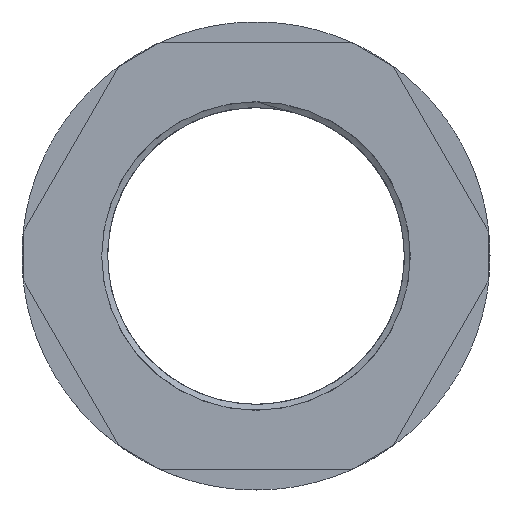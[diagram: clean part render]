
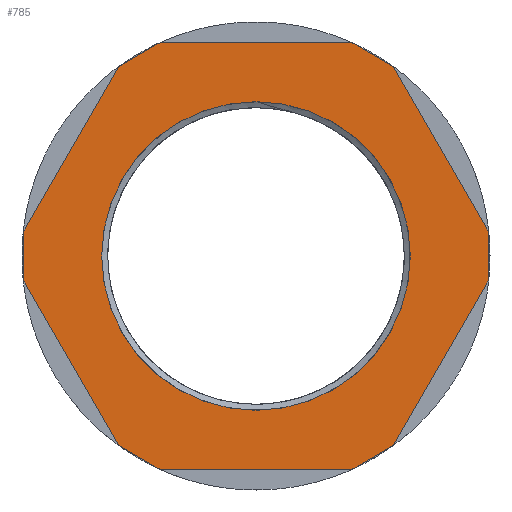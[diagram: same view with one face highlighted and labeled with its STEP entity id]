
A CAD part, left-side view. The second image highlights one B-rep face of the part: STEP entity #785.
In plain terms, the highlighted planar face has unit normal (-1, 0, 0).
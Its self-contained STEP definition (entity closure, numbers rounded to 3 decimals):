
#32=PLANE('',#870);
#40=FACE_BOUND('',#310,.T.);
#51=LINE('',#2283,#107);
#54=LINE('',#2294,#110);
#58=LINE('',#2306,#114);
#62=LINE('',#2318,#118);
#66=LINE('',#2330,#122);
#70=LINE('',#2342,#126);
#74=LINE('',#2354,#130);
#78=LINE('',#2366,#134);
#82=LINE('',#2378,#138);
#86=LINE('',#2390,#142);
#90=LINE('',#2402,#146);
#93=LINE('',#2411,#149);
#107=VECTOR('',#909,10.);
#110=VECTOR('',#920,10.);
#114=VECTOR('',#932,10.);
#118=VECTOR('',#944,10.);
#122=VECTOR('',#956,10.);
#126=VECTOR('',#968,10.);
#130=VECTOR('',#980,10.);
#134=VECTOR('',#992,10.);
#138=VECTOR('',#1004,10.);
#142=VECTOR('',#1016,10.);
#146=VECTOR('',#1028,10.);
#149=VECTOR('',#1039,10.);
#163=CIRCLE('',#807,0.1);
#166=CIRCLE('',#812,0.1);
#167=CIRCLE('',#815,0.1);
#170=CIRCLE('',#820,0.1);
#171=CIRCLE('',#823,0.1);
#174=CIRCLE('',#828,0.1);
#175=CIRCLE('',#831,0.1);
#178=CIRCLE('',#836,0.1);
#179=CIRCLE('',#839,0.1);
#182=CIRCLE('',#844,0.1);
#183=CIRCLE('',#847,0.1);
#186=CIRCLE('',#852,0.1);
#191=CIRCLE('',#865,19.876);
#258=FACE_OUTER_BOUND('',#309,.T.);
#309=EDGE_LOOP('',(#705,#706,#707,#708,#709,#710,#711,#712,#713,#714,#715,
#716,#717,#718,#719,#720,#721,#722,#723,#724,#725,#726,#727,#728));
#310=EDGE_LOOP('',(#729));
#344=VERTEX_POINT('',#2270);
#345=VERTEX_POINT('',#2271);
#349=VERTEX_POINT('',#2281);
#352=VERTEX_POINT('',#2288);
#353=VERTEX_POINT('',#2290);
#354=VERTEX_POINT('',#2297);
#355=VERTEX_POINT('',#2298);
#360=VERTEX_POINT('',#2312);
#361=VERTEX_POINT('',#2314);
#362=VERTEX_POINT('',#2321);
#363=VERTEX_POINT('',#2322);
#368=VERTEX_POINT('',#2336);
#369=VERTEX_POINT('',#2338);
#370=VERTEX_POINT('',#2345);
#371=VERTEX_POINT('',#2346);
#376=VERTEX_POINT('',#2360);
#377=VERTEX_POINT('',#2362);
#378=VERTEX_POINT('',#2369);
#379=VERTEX_POINT('',#2370);
#384=VERTEX_POINT('',#2384);
#385=VERTEX_POINT('',#2386);
#386=VERTEX_POINT('',#2393);
#387=VERTEX_POINT('',#2394);
#391=VERTEX_POINT('',#2407);
#406=VERTEX_POINT('',#4743);
#421=EDGE_CURVE('',#344,#345,#163,.T.);
#427=EDGE_CURVE('',#344,#349,#51,.T.);
#430=EDGE_CURVE('',#352,#353,#166,.T.);
#432=EDGE_CURVE('',#352,#345,#54,.T.);
#434=EDGE_CURVE('',#354,#355,#167,.T.);
#438=EDGE_CURVE('',#354,#353,#58,.T.);
#442=EDGE_CURVE('',#360,#361,#170,.T.);
#444=EDGE_CURVE('',#360,#355,#62,.T.);
#446=EDGE_CURVE('',#362,#363,#171,.T.);
#450=EDGE_CURVE('',#362,#361,#66,.T.);
#454=EDGE_CURVE('',#368,#369,#174,.T.);
#456=EDGE_CURVE('',#368,#363,#70,.T.);
#458=EDGE_CURVE('',#370,#371,#175,.T.);
#462=EDGE_CURVE('',#370,#369,#74,.T.);
#466=EDGE_CURVE('',#376,#377,#178,.T.);
#468=EDGE_CURVE('',#376,#371,#78,.T.);
#470=EDGE_CURVE('',#378,#379,#179,.T.);
#474=EDGE_CURVE('',#378,#377,#82,.T.);
#478=EDGE_CURVE('',#384,#385,#182,.T.);
#480=EDGE_CURVE('',#384,#379,#86,.T.);
#482=EDGE_CURVE('',#386,#387,#183,.T.);
#486=EDGE_CURVE('',#386,#385,#90,.T.);
#490=EDGE_CURVE('',#391,#349,#186,.T.);
#491=EDGE_CURVE('',#391,#387,#93,.T.);
#515=EDGE_CURVE('',#406,#406,#191,.T.);
#705=ORIENTED_EDGE('',*,*,#421,.F.);
#706=ORIENTED_EDGE('',*,*,#427,.T.);
#707=ORIENTED_EDGE('',*,*,#490,.F.);
#708=ORIENTED_EDGE('',*,*,#491,.T.);
#709=ORIENTED_EDGE('',*,*,#482,.F.);
#710=ORIENTED_EDGE('',*,*,#486,.T.);
#711=ORIENTED_EDGE('',*,*,#478,.F.);
#712=ORIENTED_EDGE('',*,*,#480,.T.);
#713=ORIENTED_EDGE('',*,*,#470,.F.);
#714=ORIENTED_EDGE('',*,*,#474,.T.);
#715=ORIENTED_EDGE('',*,*,#466,.F.);
#716=ORIENTED_EDGE('',*,*,#468,.T.);
#717=ORIENTED_EDGE('',*,*,#458,.F.);
#718=ORIENTED_EDGE('',*,*,#462,.T.);
#719=ORIENTED_EDGE('',*,*,#454,.F.);
#720=ORIENTED_EDGE('',*,*,#456,.T.);
#721=ORIENTED_EDGE('',*,*,#446,.F.);
#722=ORIENTED_EDGE('',*,*,#450,.T.);
#723=ORIENTED_EDGE('',*,*,#442,.F.);
#724=ORIENTED_EDGE('',*,*,#444,.T.);
#725=ORIENTED_EDGE('',*,*,#434,.F.);
#726=ORIENTED_EDGE('',*,*,#438,.T.);
#727=ORIENTED_EDGE('',*,*,#430,.F.);
#728=ORIENTED_EDGE('',*,*,#432,.T.);
#729=ORIENTED_EDGE('',*,*,#515,.T.);
#785=ADVANCED_FACE('',(#258,#40),#32,.T.);
#807=AXIS2_PLACEMENT_3D('',#2272,#899,#900);
#812=AXIS2_PLACEMENT_3D('',#2291,#915,#916);
#815=AXIS2_PLACEMENT_3D('',#2299,#924,#925);
#820=AXIS2_PLACEMENT_3D('',#2315,#939,#940);
#823=AXIS2_PLACEMENT_3D('',#2323,#948,#949);
#828=AXIS2_PLACEMENT_3D('',#2339,#963,#964);
#831=AXIS2_PLACEMENT_3D('',#2347,#972,#973);
#836=AXIS2_PLACEMENT_3D('',#2363,#987,#988);
#839=AXIS2_PLACEMENT_3D('',#2371,#996,#997);
#844=AXIS2_PLACEMENT_3D('',#2387,#1011,#1012);
#847=AXIS2_PLACEMENT_3D('',#2395,#1020,#1021);
#852=AXIS2_PLACEMENT_3D('',#2409,#1035,#1036);
#865=AXIS2_PLACEMENT_3D('',#4744,#1070,#1071);
#870=AXIS2_PLACEMENT_3D('',#4750,#1080,#1081);
#899=DIRECTION('center_axis',(1.,0.,0.));
#900=DIRECTION('ref_axis',(0.,-0.259,0.966));
#909=DIRECTION('',(0.,1.,0.));
#915=DIRECTION('center_axis',(1.,0.,0.));
#916=DIRECTION('ref_axis',(0.,-0.707,0.707));
#920=DIRECTION('',(0.,0.866,0.5));
#924=DIRECTION('center_axis',(1.,0.,0.));
#925=DIRECTION('ref_axis',(0.,-0.966,0.259));
#932=DIRECTION('',(0.,0.5,0.866));
#939=DIRECTION('center_axis',(1.,0.,0.));
#940=DIRECTION('ref_axis',(0.,-0.966,-0.259));
#944=DIRECTION('',(0.,0.,1.));
#948=DIRECTION('center_axis',(1.,0.,0.));
#949=DIRECTION('ref_axis',(0.,-0.707,-0.707));
#956=DIRECTION('',(0.,-0.5,0.866));
#963=DIRECTION('center_axis',(1.,0.,0.));
#964=DIRECTION('ref_axis',(0.,-0.259,-0.966));
#968=DIRECTION('',(0.,-0.866,0.5));
#972=DIRECTION('center_axis',(1.,0.,0.));
#973=DIRECTION('ref_axis',(0.,0.259,-0.966));
#980=DIRECTION('',(0.,-1.,0.));
#987=DIRECTION('center_axis',(1.,0.,0.));
#988=DIRECTION('ref_axis',(0.,0.707,-0.707));
#992=DIRECTION('',(0.,-0.866,-0.5));
#996=DIRECTION('center_axis',(1.,0.,0.));
#997=DIRECTION('ref_axis',(0.,0.966,-0.259));
#1004=DIRECTION('',(0.,-0.5,-0.866));
#1011=DIRECTION('center_axis',(1.,0.,0.));
#1012=DIRECTION('ref_axis',(0.,0.966,0.259));
#1016=DIRECTION('',(0.,0.,-1.));
#1020=DIRECTION('center_axis',(1.,0.,0.));
#1021=DIRECTION('ref_axis',(0.,0.707,0.707));
#1028=DIRECTION('',(0.,0.5,-0.866));
#1035=DIRECTION('center_axis',(1.,0.,0.));
#1036=DIRECTION('ref_axis',(0.,0.259,0.966));
#1039=DIRECTION('',(0.,0.866,-0.5));
#1070=DIRECTION('center_axis',(1.,0.,0.));
#1071=DIRECTION('ref_axis',(0.,0.,-1.));
#1080=DIRECTION('center_axis',(-1.,0.,0.));
#1081=DIRECTION('ref_axis',(0.,0.,1.));
#2270=CARTESIAN_POINT('',(-21.,-12.309,27.5));
#2271=CARTESIAN_POINT('',(-21.,-12.359,27.487));
#2272=CARTESIAN_POINT('Origin',(-21.,-12.309,27.4));
#2281=CARTESIAN_POINT('',(-21.,12.309,27.5));
#2283=CARTESIAN_POINT('',(-21.,8.902,27.5));
#2288=CARTESIAN_POINT('',(-21.,-17.625,24.446));
#2290=CARTESIAN_POINT('',(-21.,-17.661,24.41));
#2291=CARTESIAN_POINT('Origin',(-21.,-17.575,24.36));
#2294=CARTESIAN_POINT('',(-21.,-5.017,31.725));
#2297=CARTESIAN_POINT('',(-21.,-29.97,3.09));
#2298=CARTESIAN_POINT('',(-21.,-29.984,3.04));
#2299=CARTESIAN_POINT('Origin',(-21.,-29.884,3.04));
#2306=CARTESIAN_POINT('',(-21.,-23.132,14.934));
#2312=CARTESIAN_POINT('',(-21.,-29.984,-3.04));
#2314=CARTESIAN_POINT('',(-21.,-29.97,-3.09));
#2315=CARTESIAN_POINT('Origin',(-21.,-29.884,-3.04));
#2318=CARTESIAN_POINT('',(-21.,-29.984,-1.533));
#2321=CARTESIAN_POINT('',(-21.,-17.661,-24.41));
#2322=CARTESIAN_POINT('',(-21.,-17.625,-24.446));
#2323=CARTESIAN_POINT('Origin',(-21.,-17.575,-24.36));
#2330=CARTESIAN_POINT('',(-21.,-16.964,-25.617));
#2336=CARTESIAN_POINT('',(-21.,-12.359,-27.487));
#2338=CARTESIAN_POINT('',(-21.,-12.309,-27.5));
#2339=CARTESIAN_POINT('Origin',(-21.,-12.309,-27.4));
#2342=CARTESIAN_POINT('',(-21.,-2.361,-33.259));
#2345=CARTESIAN_POINT('',(-21.,12.309,-27.5));
#2346=CARTESIAN_POINT('',(-21.,12.359,-27.487));
#2347=CARTESIAN_POINT('Origin',(-21.,12.309,-27.4));
#2354=CARTESIAN_POINT('',(-21.,21.238,-27.5));
#2360=CARTESIAN_POINT('',(-21.,17.625,-24.446));
#2362=CARTESIAN_POINT('',(-21.,17.661,-24.41));
#2363=CARTESIAN_POINT('Origin',(-21.,17.575,-24.36));
#2366=CARTESIAN_POINT('',(-21.,27.622,-18.674));
#2369=CARTESIAN_POINT('',(-21.,29.97,-3.09));
#2370=CARTESIAN_POINT('',(-21.,29.984,-3.04));
#2371=CARTESIAN_POINT('Origin',(-21.,29.884,-3.04));
#2378=CARTESIAN_POINT('',(-21.,30.667,-1.883));
#2384=CARTESIAN_POINT('',(-21.,29.984,3.04));
#2386=CARTESIAN_POINT('',(-21.,29.97,3.09));
#2387=CARTESIAN_POINT('Origin',(-21.,29.884,3.04));
#2390=CARTESIAN_POINT('',(-21.,29.984,1.533));
#2393=CARTESIAN_POINT('',(-21.,17.661,24.41));
#2394=CARTESIAN_POINT('',(-21.,17.625,24.446));
#2395=CARTESIAN_POINT('Origin',(-21.,17.575,24.36));
#2402=CARTESIAN_POINT('',(-21.,24.499,12.566));
#2407=CARTESIAN_POINT('',(-21.,12.359,27.487));
#2409=CARTESIAN_POINT('Origin',(-21.,12.309,27.4));
#2411=CARTESIAN_POINT('',(-21.,24.966,20.208));
#4743=CARTESIAN_POINT('',(-21.,19.876,0.));
#4744=CARTESIAN_POINT('Origin',(-21.,0.,0.));
#4750=CARTESIAN_POINT('Origin',(-21.,30.14,0.));
